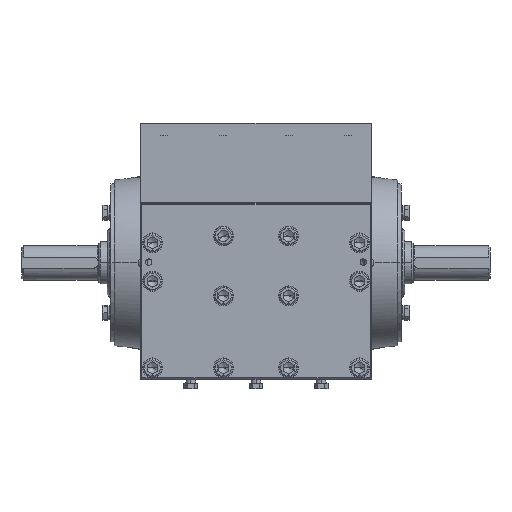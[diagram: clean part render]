
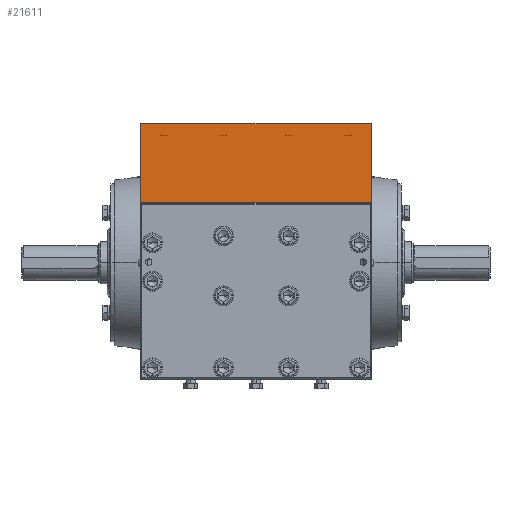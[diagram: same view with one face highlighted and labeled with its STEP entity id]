
A CAD part, top view. The second image highlights one B-rep face of the part: STEP entity #21611.
In plain terms, the highlighted planar face has unit normal (0, 0, 1).
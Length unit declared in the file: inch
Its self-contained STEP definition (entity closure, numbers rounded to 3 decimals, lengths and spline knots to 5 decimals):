
#5635 = DIRECTION ( 'NONE',  ( 0., 0., -1. ) ) ;
#7798 = LINE ( 'NONE', #29222, #58269 ) ;
#9477 = DIRECTION ( 'NONE',  ( 1., 0., 0. ) ) ;
#9594 = DIRECTION ( 'NONE',  ( 0., -1., 0. ) ) ;
#10436 = VECTOR ( 'NONE', #9594, 39.37008 ) ;
#10926 = DIRECTION ( 'NONE',  ( 0., 1., 0. ) ) ;
#11966 = EDGE_LOOP ( 'NONE', ( #29456, #18404, #58704, #13105 ) ) ;
#12393 = DIRECTION ( 'NONE',  ( 0., 1., 0. ) ) ;
#13105 = ORIENTED_EDGE ( 'NONE', *, *, #45276, .T. ) ;
#15139 = CARTESIAN_POINT ( 'NONE',  ( 5.94488, 7.12598, 22.80709 ) ) ;
#15348 = CARTESIAN_POINT ( 'NONE',  ( -5.90551, 3.07087, 22.80709 ) ) ;
#17435 = EDGE_CURVE ( 'NONE', #45074, #58459, #60353, .T. ) ;
#18404 = ORIENTED_EDGE ( 'NONE', *, *, #17435, .T. ) ;
#21611 = ADVANCED_FACE ( 'NONE', ( #37250 ), #52385, .F. ) ;
#22111 = CARTESIAN_POINT ( 'NONE',  ( 5.94488, 7.08661, 22.80709 ) ) ;
#27176 = EDGE_CURVE ( 'NONE', #56095, #45074, #7798, .T. ) ;
#29222 = CARTESIAN_POINT ( 'NONE',  ( 5.90551, 7.12598, 22.80709 ) ) ;
#29456 = ORIENTED_EDGE ( 'NONE', *, *, #27176, .T. ) ;
#30163 = CARTESIAN_POINT ( 'NONE',  ( 5.90551, 3.07087, 22.80709 ) ) ;
#32151 = CARTESIAN_POINT ( 'NONE',  ( -5.90551, 7.08661, 22.80709 ) ) ;
#32350 = EDGE_CURVE ( 'NONE', #58459, #48135, #41556, .T. ) ;
#35925 = CARTESIAN_POINT ( 'NONE',  ( 5.90551, 7.08661, 22.80709 ) ) ;
#37250 = FACE_OUTER_BOUND ( 'NONE', #11966, .T. ) ;
#41556 = LINE ( 'NONE', #57037, #10436 ) ;
#44196 = DIRECTION ( 'NONE',  ( -1., 0., 0. ) ) ;
#45074 = VERTEX_POINT ( 'NONE', #35925 ) ;
#45276 = EDGE_CURVE ( 'NONE', #48135, #56095, #47764, .T. ) ;
#47707 = VECTOR ( 'NONE', #44196, 39.37008 ) ;
#47764 = LINE ( 'NONE', #69186, #53379 ) ;
#48135 = VERTEX_POINT ( 'NONE', #15348 ) ;
#52385 = PLANE ( 'NONE',  #60606 ) ;
#53379 = VECTOR ( 'NONE', #9477, 39.37008 ) ;
#56095 = VERTEX_POINT ( 'NONE', #30163 ) ;
#57037 = CARTESIAN_POINT ( 'NONE',  ( -5.90551, 7.12598, 22.80709 ) ) ;
#58269 = VECTOR ( 'NONE', #12393, 39.37008 ) ;
#58459 = VERTEX_POINT ( 'NONE', #32151 ) ;
#58704 = ORIENTED_EDGE ( 'NONE', *, *, #32350, .T. ) ;
#60353 = LINE ( 'NONE', #22111, #47707 ) ;
#60606 = AXIS2_PLACEMENT_3D ( 'NONE', #15139, #5635, #10926 ) ;
#69186 = CARTESIAN_POINT ( 'NONE',  ( 5.94488, 3.07087, 22.80709 ) ) ;
